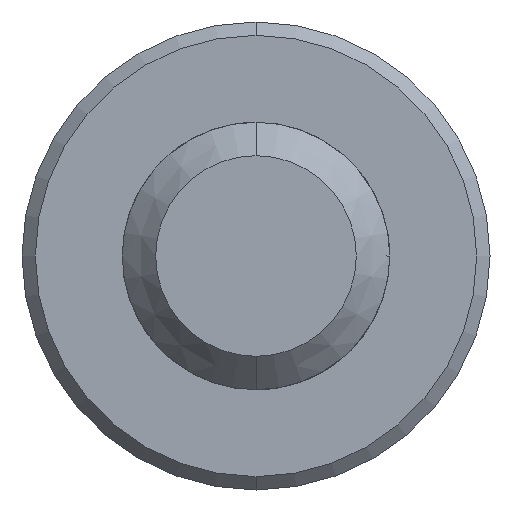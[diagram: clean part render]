
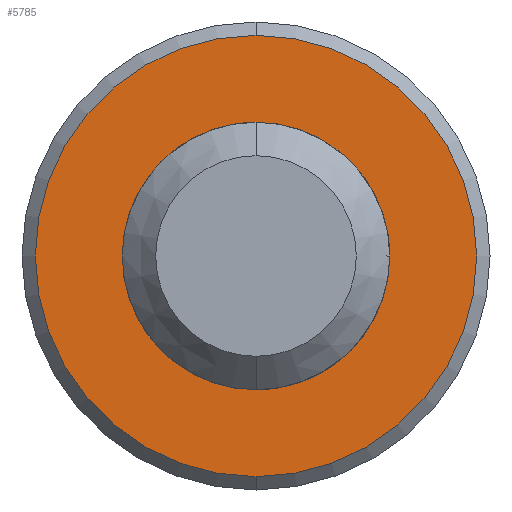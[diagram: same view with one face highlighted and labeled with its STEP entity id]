
A CAD part, front view. The second image highlights one B-rep face of the part: STEP entity #5785.
In plain terms, the highlighted planar face has unit normal (0, -1, 0).
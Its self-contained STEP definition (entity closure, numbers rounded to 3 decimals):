
#254 = CARTESIAN_POINT ( 'NONE',  ( 0., 0., 0. ) ) ;
#343 = CARTESIAN_POINT ( 'NONE',  ( 0., 0., -2. ) ) ;
#351 = VERTEX_POINT ( 'NONE', #343 ) ;
#401 = EDGE_CURVE ( 'NONE', #1098, #5235, #3115, .T. ) ;
#480 = DIRECTION ( 'NONE',  ( 0., -1., 0. ) ) ;
#491 = CARTESIAN_POINT ( 'NONE',  ( 2., 0., 0. ) ) ;
#574 = CARTESIAN_POINT ( 'NONE',  ( 0., 0., 0. ) ) ;
#766 = ORIENTED_EDGE ( 'NONE', *, *, #4492, .F. ) ;
#812 = DIRECTION ( 'NONE',  ( 0., 0., 1. ) ) ;
#813 = EDGE_CURVE ( 'NONE', #4194, #351, #1275, .T. ) ;
#898 = CIRCLE ( 'NONE', #5671, 3.3 ) ;
#1098 = VERTEX_POINT ( 'NONE', #5078 ) ;
#1121 = CARTESIAN_POINT ( 'NONE',  ( 0., 0., 3.3 ) ) ;
#1275 = CIRCLE ( 'NONE', #4283, 2. ) ;
#1297 = VERTEX_POINT ( 'NONE', #491 ) ;
#1663 = EDGE_CURVE ( 'NONE', #1297, #4194, #5520, .T. ) ;
#1699 = EDGE_CURVE ( 'NONE', #5235, #1098, #898, .T. ) ;
#1792 = CARTESIAN_POINT ( 'NONE',  ( 0., 0., 0. ) ) ;
#2105 = DIRECTION ( 'NONE',  ( 0., 1., 0. ) ) ;
#2335 = DIRECTION ( 'NONE',  ( 0., -1., 0. ) ) ;
#2436 = ORIENTED_EDGE ( 'NONE', *, *, #1663, .F. ) ;
#2507 = ORIENTED_EDGE ( 'NONE', *, *, #401, .T. ) ;
#2575 = DIRECTION ( 'NONE',  ( 0., 0., 1. ) ) ;
#2576 = FACE_OUTER_BOUND ( 'NONE', #3137, .T. ) ;
#2615 = DIRECTION ( 'NONE',  ( 0., 0., 1. ) ) ;
#2650 = AXIS2_PLACEMENT_3D ( 'NONE', #5805, #480, #2826 ) ;
#2721 = FACE_BOUND ( 'NONE', #4983, .T. ) ;
#2731 = DIRECTION ( 'NONE',  ( 0., 0., 1. ) ) ;
#2826 = DIRECTION ( 'NONE',  ( 0., 0., 1. ) ) ;
#2902 = DIRECTION ( 'NONE',  ( 0., -1., 0. ) ) ;
#3115 = CIRCLE ( 'NONE', #3644, 3.3 ) ;
#3137 = EDGE_LOOP ( 'NONE', ( #5432, #2507 ) ) ;
#3251 = DIRECTION ( 'NONE',  ( 0., -1., 0. ) ) ;
#3529 = ORIENTED_EDGE ( 'NONE', *, *, #813, .F. ) ;
#3644 = AXIS2_PLACEMENT_3D ( 'NONE', #1792, #2335, #812 ) ;
#3932 = AXIS2_PLACEMENT_3D ( 'NONE', #254, #2902, #2575 ) ;
#4194 = VERTEX_POINT ( 'NONE', #6124 ) ;
#4283 = AXIS2_PLACEMENT_3D ( 'NONE', #5861, #4513, #5449 ) ;
#4492 = EDGE_CURVE ( 'NONE', #351, #1297, #5596, .T. ) ;
#4513 = DIRECTION ( 'NONE',  ( 0., -1., 0. ) ) ;
#4646 = CARTESIAN_POINT ( 'NONE',  ( 0., 0., 0. ) ) ;
#4722 = AXIS2_PLACEMENT_3D ( 'NONE', #4646, #2105, #2615 ) ;
#4983 = EDGE_LOOP ( 'NONE', ( #766, #3529, #2436 ) ) ;
#5078 = CARTESIAN_POINT ( 'NONE',  ( 0., 0., -3.3 ) ) ;
#5235 = VERTEX_POINT ( 'NONE', #1121 ) ;
#5432 = ORIENTED_EDGE ( 'NONE', *, *, #1699, .T. ) ;
#5449 = DIRECTION ( 'NONE',  ( 0., 0., 1. ) ) ;
#5495 = PLANE ( 'NONE',  #4722 ) ;
#5520 = CIRCLE ( 'NONE', #3932, 2. ) ;
#5596 = CIRCLE ( 'NONE', #2650, 2. ) ;
#5671 = AXIS2_PLACEMENT_3D ( 'NONE', #574, #3251, #2731 ) ;
#5785 = ADVANCED_FACE ( 'NONE', ( #2721, #2576 ), #5495, .F. ) ;
#5805 = CARTESIAN_POINT ( 'NONE',  ( 0., 0., 0. ) ) ;
#5861 = CARTESIAN_POINT ( 'NONE',  ( 0., 0., 0. ) ) ;
#6124 = CARTESIAN_POINT ( 'NONE',  ( 0., 0., 2. ) ) ;
